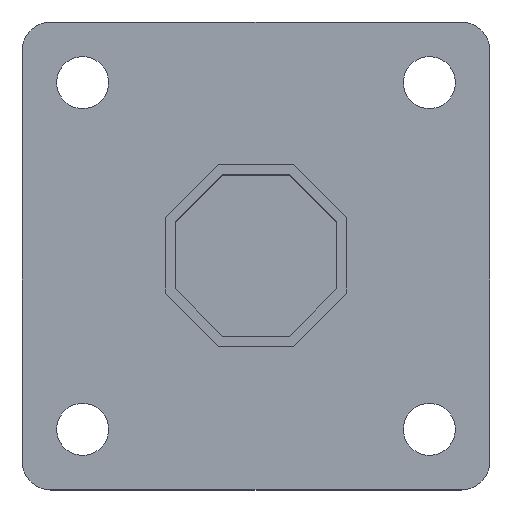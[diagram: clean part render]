
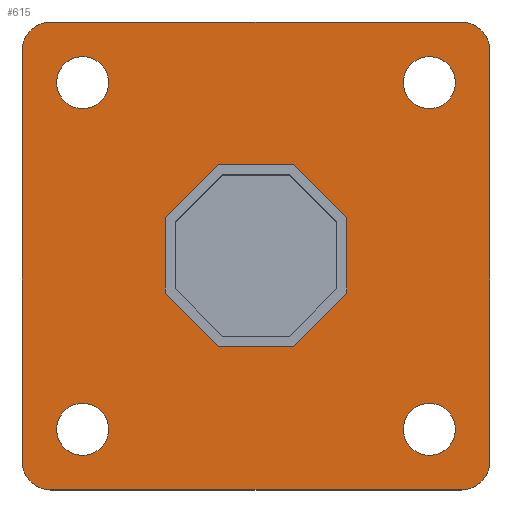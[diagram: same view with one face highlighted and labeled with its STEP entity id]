
A CAD part, top view. The second image highlights one B-rep face of the part: STEP entity #615.
In plain terms, the highlighted planar face has unit normal (0, 0, 1).
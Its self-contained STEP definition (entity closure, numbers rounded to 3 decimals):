
#15=FACE_BOUND('',#87,.T.);
#16=FACE_BOUND('',#88,.T.);
#17=FACE_BOUND('',#89,.T.);
#18=FACE_BOUND('',#90,.T.);
#19=FACE_BOUND('',#91,.T.);
#28=PLANE('',#670);
#53=FACE_OUTER_BOUND('',#86,.T.);
#86=EDGE_LOOP('',(#438,#439,#440,#441,#442,#443,#444,#445));
#87=EDGE_LOOP('',(#446));
#88=EDGE_LOOP('',(#447));
#89=EDGE_LOOP('',(#448));
#90=EDGE_LOOP('',(#449));
#91=EDGE_LOOP('',(#450,#451,#452,#453,#454,#455,#456,#457));
#131=LINE('',#902,#200);
#134=LINE('',#908,#203);
#135=LINE('',#912,#204);
#136=LINE('',#916,#205);
#137=LINE('',#928,#206);
#138=LINE('',#930,#207);
#139=LINE('',#932,#208);
#140=LINE('',#934,#209);
#141=LINE('',#936,#210);
#142=LINE('',#938,#211);
#143=LINE('',#940,#212);
#144=LINE('',#941,#213);
#200=VECTOR('',#729,10.);
#203=VECTOR('',#734,10.);
#204=VECTOR('',#737,10.);
#205=VECTOR('',#740,10.);
#206=VECTOR('',#751,10.);
#207=VECTOR('',#752,10.);
#208=VECTOR('',#753,10.);
#209=VECTOR('',#754,10.);
#210=VECTOR('',#755,10.);
#211=VECTOR('',#756,10.);
#212=VECTOR('',#757,10.);
#213=VECTOR('',#758,10.);
#267=CIRCLE('',#667,5.);
#269=CIRCLE('',#671,5.);
#270=CIRCLE('',#672,5.);
#271=CIRCLE('',#673,5.);
#272=CIRCLE('',#674,4.5);
#273=CIRCLE('',#675,4.5);
#274=CIRCLE('',#676,4.5);
#275=CIRCLE('',#677,4.5);
#285=VERTEX_POINT('',#892);
#286=VERTEX_POINT('',#893);
#289=VERTEX_POINT('',#901);
#291=VERTEX_POINT('',#907);
#292=VERTEX_POINT('',#909);
#293=VERTEX_POINT('',#911);
#294=VERTEX_POINT('',#913);
#295=VERTEX_POINT('',#915);
#296=VERTEX_POINT('',#918);
#297=VERTEX_POINT('',#920);
#298=VERTEX_POINT('',#922);
#299=VERTEX_POINT('',#924);
#300=VERTEX_POINT('',#926);
#301=VERTEX_POINT('',#927);
#302=VERTEX_POINT('',#929);
#303=VERTEX_POINT('',#931);
#304=VERTEX_POINT('',#933);
#305=VERTEX_POINT('',#935);
#306=VERTEX_POINT('',#937);
#307=VERTEX_POINT('',#939);
#343=EDGE_CURVE('',#285,#286,#267,.T.);
#347=EDGE_CURVE('',#286,#289,#131,.T.);
#350=EDGE_CURVE('',#291,#285,#134,.T.);
#351=EDGE_CURVE('',#292,#291,#269,.T.);
#352=EDGE_CURVE('',#293,#292,#135,.T.);
#353=EDGE_CURVE('',#294,#293,#270,.T.);
#354=EDGE_CURVE('',#295,#294,#136,.T.);
#355=EDGE_CURVE('',#289,#295,#271,.T.);
#356=EDGE_CURVE('',#296,#296,#272,.T.);
#357=EDGE_CURVE('',#297,#297,#273,.T.);
#358=EDGE_CURVE('',#298,#298,#274,.T.);
#359=EDGE_CURVE('',#299,#299,#275,.T.);
#360=EDGE_CURVE('',#300,#301,#137,.T.);
#361=EDGE_CURVE('',#302,#300,#138,.T.);
#362=EDGE_CURVE('',#303,#302,#139,.T.);
#363=EDGE_CURVE('',#304,#303,#140,.T.);
#364=EDGE_CURVE('',#305,#304,#141,.T.);
#365=EDGE_CURVE('',#306,#305,#142,.T.);
#366=EDGE_CURVE('',#307,#306,#143,.T.);
#367=EDGE_CURVE('',#301,#307,#144,.T.);
#438=ORIENTED_EDGE('',*,*,#343,.F.);
#439=ORIENTED_EDGE('',*,*,#350,.F.);
#440=ORIENTED_EDGE('',*,*,#351,.F.);
#441=ORIENTED_EDGE('',*,*,#352,.F.);
#442=ORIENTED_EDGE('',*,*,#353,.F.);
#443=ORIENTED_EDGE('',*,*,#354,.F.);
#444=ORIENTED_EDGE('',*,*,#355,.F.);
#445=ORIENTED_EDGE('',*,*,#347,.F.);
#446=ORIENTED_EDGE('',*,*,#356,.T.);
#447=ORIENTED_EDGE('',*,*,#357,.T.);
#448=ORIENTED_EDGE('',*,*,#358,.T.);
#449=ORIENTED_EDGE('',*,*,#359,.T.);
#450=ORIENTED_EDGE('',*,*,#360,.F.);
#451=ORIENTED_EDGE('',*,*,#361,.F.);
#452=ORIENTED_EDGE('',*,*,#362,.F.);
#453=ORIENTED_EDGE('',*,*,#363,.F.);
#454=ORIENTED_EDGE('',*,*,#364,.F.);
#455=ORIENTED_EDGE('',*,*,#365,.F.);
#456=ORIENTED_EDGE('',*,*,#366,.F.);
#457=ORIENTED_EDGE('',*,*,#367,.F.);
#615=ADVANCED_FACE('',(#53,#15,#16,#17,#18,#19),#28,.F.);
#667=AXIS2_PLACEMENT_3D('',#894,#721,#722);
#670=AXIS2_PLACEMENT_3D('',#906,#732,#733);
#671=AXIS2_PLACEMENT_3D('',#910,#735,#736);
#672=AXIS2_PLACEMENT_3D('',#914,#738,#739);
#673=AXIS2_PLACEMENT_3D('',#917,#741,#742);
#674=AXIS2_PLACEMENT_3D('',#919,#743,#744);
#675=AXIS2_PLACEMENT_3D('',#921,#745,#746);
#676=AXIS2_PLACEMENT_3D('',#923,#747,#748);
#677=AXIS2_PLACEMENT_3D('',#925,#749,#750);
#721=DIRECTION('center_axis',(0.,0.,-1.));
#722=DIRECTION('ref_axis',(0.707,0.707,0.));
#729=DIRECTION('',(0.,-1.,0.));
#732=DIRECTION('center_axis',(0.,0.,-1.));
#733=DIRECTION('ref_axis',(-1.,0.,0.));
#734=DIRECTION('',(1.,0.,0.));
#735=DIRECTION('center_axis',(0.,0.,-1.));
#736=DIRECTION('ref_axis',(-0.707,0.707,0.));
#737=DIRECTION('',(0.,1.,0.));
#738=DIRECTION('center_axis',(0.,0.,-1.));
#739=DIRECTION('ref_axis',(-0.707,-0.707,0.));
#740=DIRECTION('',(-1.,0.,0.));
#741=DIRECTION('center_axis',(0.,0.,-1.));
#742=DIRECTION('ref_axis',(0.707,-0.707,0.));
#743=DIRECTION('center_axis',(0.,0.,-1.));
#744=DIRECTION('ref_axis',(-1.,0.,0.));
#745=DIRECTION('center_axis',(0.,0.,-1.));
#746=DIRECTION('ref_axis',(-1.,0.,0.));
#747=DIRECTION('center_axis',(0.,0.,-1.));
#748=DIRECTION('ref_axis',(-1.,0.,0.));
#749=DIRECTION('center_axis',(0.,0.,-1.));
#750=DIRECTION('ref_axis',(-1.,0.,0.));
#751=DIRECTION('',(-1.,0.,0.));
#752=DIRECTION('',(-0.707,0.707,0.));
#753=DIRECTION('',(0.,1.,0.));
#754=DIRECTION('',(0.707,0.707,0.));
#755=DIRECTION('',(1.,0.,0.));
#756=DIRECTION('',(0.707,-0.707,0.));
#757=DIRECTION('',(0.,-1.,0.));
#758=DIRECTION('',(-0.707,-0.707,0.));
#892=CARTESIAN_POINT('',(35.5,40.5,2.3));
#893=CARTESIAN_POINT('',(40.5,35.5,2.3));
#894=CARTESIAN_POINT('Origin',(35.5,35.5,2.3));
#901=CARTESIAN_POINT('',(40.5,-35.5,2.3));
#902=CARTESIAN_POINT('',(40.5,20.25,2.3));
#906=CARTESIAN_POINT('Origin',(0.,0.,2.3));
#907=CARTESIAN_POINT('',(-35.5,40.5,2.3));
#908=CARTESIAN_POINT('',(-20.25,40.5,2.3));
#909=CARTESIAN_POINT('',(-40.5,35.5,2.3));
#910=CARTESIAN_POINT('Origin',(-35.5,35.5,2.3));
#911=CARTESIAN_POINT('',(-40.5,-35.5,2.3));
#912=CARTESIAN_POINT('',(-40.5,-20.25,2.3));
#913=CARTESIAN_POINT('',(-35.5,-40.5,2.3));
#914=CARTESIAN_POINT('Origin',(-35.5,-35.5,2.3));
#915=CARTESIAN_POINT('',(35.5,-40.5,2.3));
#916=CARTESIAN_POINT('',(20.25,-40.5,2.3));
#917=CARTESIAN_POINT('Origin',(35.5,-35.5,2.3));
#918=CARTESIAN_POINT('',(34.5,30.,2.3));
#919=CARTESIAN_POINT('Origin',(30.,30.,2.3));
#920=CARTESIAN_POINT('',(-25.5,-30.,2.3));
#921=CARTESIAN_POINT('Origin',(-30.,-30.,2.3));
#922=CARTESIAN_POINT('',(-25.5,30.,2.3));
#923=CARTESIAN_POINT('Origin',(-30.,30.,2.3));
#924=CARTESIAN_POINT('',(34.5,-30.,2.3));
#925=CARTESIAN_POINT('Origin',(30.,-30.,2.3));
#926=CARTESIAN_POINT('',(6.524,15.75,2.3));
#927=CARTESIAN_POINT('',(-6.524,15.75,2.3));
#928=CARTESIAN_POINT('',(-3.262,15.75,2.3));
#929=CARTESIAN_POINT('',(15.75,6.524,2.3));
#930=CARTESIAN_POINT('',(8.83,13.443,2.3));
#931=CARTESIAN_POINT('',(15.75,-6.524,2.3));
#932=CARTESIAN_POINT('',(15.75,3.262,2.3));
#933=CARTESIAN_POINT('',(6.524,-15.75,2.3));
#934=CARTESIAN_POINT('',(13.443,-8.83,2.3));
#935=CARTESIAN_POINT('',(-6.524,-15.75,2.3));
#936=CARTESIAN_POINT('',(3.262,-15.75,2.3));
#937=CARTESIAN_POINT('',(-15.75,-6.524,2.3));
#938=CARTESIAN_POINT('',(-8.83,-13.443,2.3));
#939=CARTESIAN_POINT('',(-15.75,6.524,2.3));
#940=CARTESIAN_POINT('',(-15.75,-3.262,2.3));
#941=CARTESIAN_POINT('',(-13.443,8.83,2.3));
